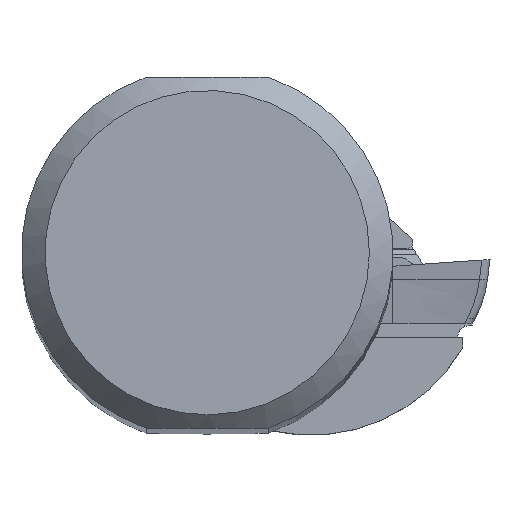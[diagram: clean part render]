
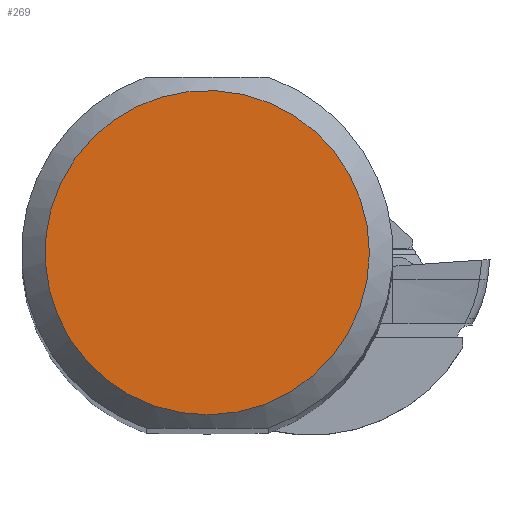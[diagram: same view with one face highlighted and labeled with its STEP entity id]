
A CAD part, top view. The second image highlights one B-rep face of the part: STEP entity #269.
In plain terms, the highlighted planar face has unit normal (0, 0, 1).
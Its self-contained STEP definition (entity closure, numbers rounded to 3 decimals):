
#143=PLANE('',#2099);
#269=ADVANCED_FACE('',(#413),#143,.F.);
#413=FACE_OUTER_BOUND('',#526,.T.);
#526=EDGE_LOOP('',(#846));
#626=CIRCLE('',#2098,8.306);
#846=ORIENTED_EDGE('',*,*,#1503,.T.);
#1289=VERTEX_POINT('',#2971);
#1503=EDGE_CURVE('',#1289,#1289,#626,.T.);
#2098=AXIS2_PLACEMENT_3D('',#2970,#2390,#2391);
#2099=AXIS2_PLACEMENT_3D('',#2972,#2392,#2393);
#2390=DIRECTION('',(0.,0.,1.));
#2391=DIRECTION('',(1.,0.,0.));
#2392=DIRECTION('',(0.,0.,-1.));
#2393=DIRECTION('',(-1.,0.,0.));
#2970=CARTESIAN_POINT('',(0.,0.,157.4));
#2971=CARTESIAN_POINT('',(8.306,0.,157.4));
#2972=CARTESIAN_POINT('',(8.306,0.,157.4));
